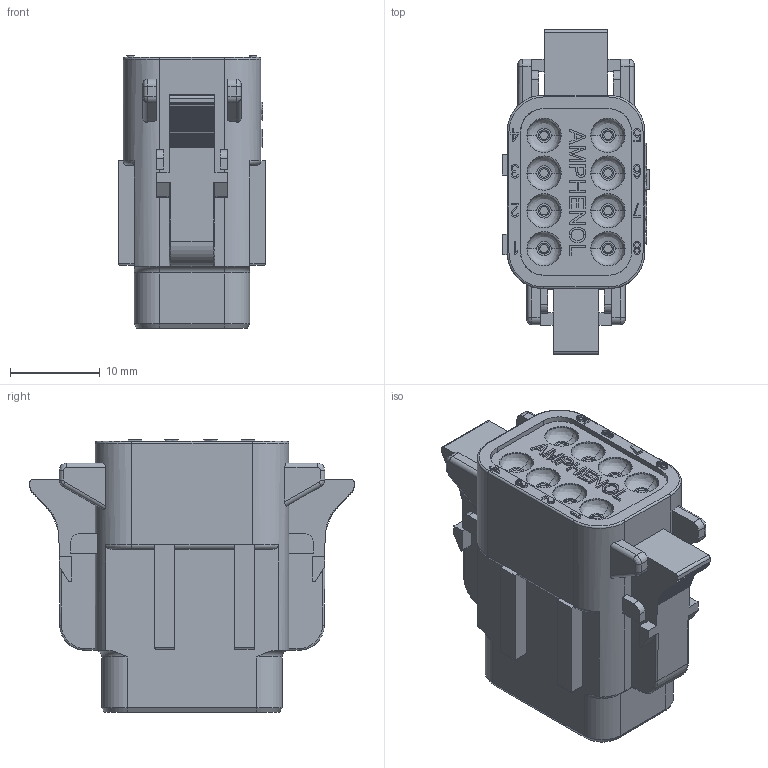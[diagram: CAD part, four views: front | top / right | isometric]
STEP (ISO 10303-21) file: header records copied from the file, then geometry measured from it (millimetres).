
FILE_DESCRIPTION((''),'2;1');
FILE_NAME('26-54229-08SB','2019-02-26T',('Zenin.Deng'),(''),'PRO/ENGINEER BY PARAMETRIC TECHNOLOGY CORPORATION, 2016360','PRO/ENGINEER BY PARAMETRIC TECHNOLOGY CORPORATION, 2016360','');
FILE_SCHEMA(('CONFIG_CONTROL_DESIGN'));
Length unit declared in the file: millimetre
Products named in the file (1): 26-54229-08SB
Bounding box: 16.35 x 36.03 x 30.3 mm (x, y, z)
Volume: 9333.9 mm3; surface area: 3865.3 mm2
Topology: 1 solids, 5 shells, 1378 faces, 3798 edges, 2503 vertices
Faces by surface type: plane 1100, cylinder 167, torus 46, extrusion 37, bspline 24, cone 4
Entity records: 44117 total; most frequent: CARTESIAN_POINT 8954, ORIENTED_EDGE 7596, DIRECTION 6745, EDGE_CURVE 3798, VECTOR 3251, LINE 3214, VERTEX_POINT 2503, AXIS2_PLACEMENT_3D 1747
